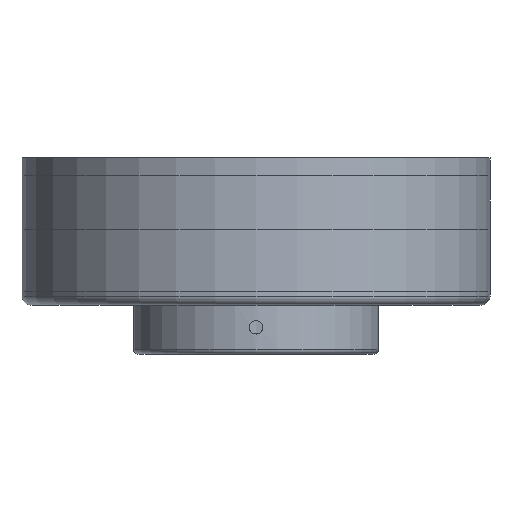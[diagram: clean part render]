
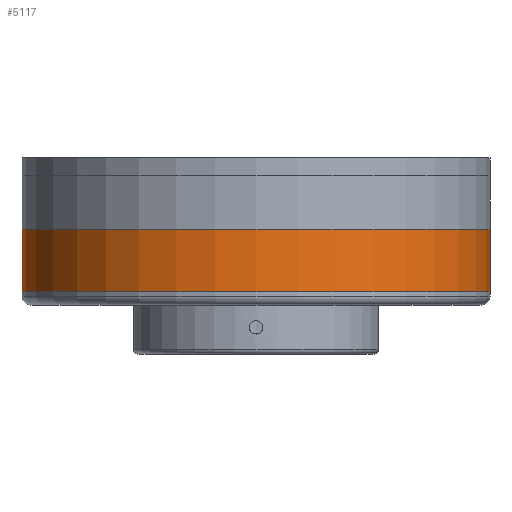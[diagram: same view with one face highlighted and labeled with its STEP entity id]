
A CAD part, front view. The second image highlights one B-rep face of the part: STEP entity #5117.
In plain terms, the highlighted cylindrical face has radius 52.5 mm (diameter 105 mm), a partial arc.
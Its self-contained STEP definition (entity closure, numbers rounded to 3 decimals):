
#4949 = PLANE('',#4950);
#4950 = AXIS2_PLACEMENT_3D('',#4951,#4952,#4953);
#4951 = CARTESIAN_POINT('',(0.,0.,16.));
#4952 = DIRECTION('',(0.,0.,1.));
#4953 = DIRECTION('',(1.,0.,-0.));
#4999 = PLANE('',#5000);
#5000 = AXIS2_PLACEMENT_3D('',#5001,#5002,#5003);
#5001 = CARTESIAN_POINT('',(0.,0.,2.));
#5002 = DIRECTION('',(0.,0.,1.));
#5003 = DIRECTION('',(1.,0.,-0.));
#5015 = VERTEX_POINT('',#5016);
#5016 = CARTESIAN_POINT('',(52.5,0.,2.));
#5017 = VERTEX_POINT('',#5018);
#5018 = CARTESIAN_POINT('',(-52.5,0.,2.));
#5026 = CYLINDRICAL_SURFACE('',#5027,52.5);
#5027 = AXIS2_PLACEMENT_3D('',#5028,#5029,#5030);
#5028 = CARTESIAN_POINT('',(0.,0.,2.));
#5029 = DIRECTION('',(0.,0.,1.));
#5030 = DIRECTION('',(1.,0.,-0.));
#5045 = EDGE_CURVE('',#5017,#5046,#5048,.T.);
#5046 = VERTEX_POINT('',#5047);
#5047 = CARTESIAN_POINT('',(-52.5,0.,16.));
#5048 = SURFACE_CURVE('',#5049,(#5053,#5060),.PCURVE_S1.);
#5049 = LINE('',#5050,#5051);
#5050 = CARTESIAN_POINT('',(-52.5,0.,2.));
#5051 = VECTOR('',#5052,1.);
#5052 = DIRECTION('',(0.,0.,1.));
#5053 = PCURVE('',#5026,#5054);
#5054 = DEFINITIONAL_REPRESENTATION('',(#5055),#5059);
#5055 = LINE('',#5056,#5057);
#5056 = CARTESIAN_POINT('',(3.142,0.));
#5057 = VECTOR('',#5058,1.);
#5058 = DIRECTION('',(0.,1.));
#5059 = ( GEOMETRIC_REPRESENTATION_CONTEXT(2) 
PARAMETRIC_REPRESENTATION_CONTEXT() REPRESENTATION_CONTEXT('2D SPACE',''
  ) );
#5060 = PCURVE('',#5061,#5066);
#5061 = CYLINDRICAL_SURFACE('',#5062,52.5);
#5062 = AXIS2_PLACEMENT_3D('',#5063,#5064,#5065);
#5063 = CARTESIAN_POINT('',(0.,0.,2.));
#5064 = DIRECTION('',(0.,0.,1.));
#5065 = DIRECTION('',(1.,0.,-0.));
#5066 = DEFINITIONAL_REPRESENTATION('',(#5067),#5071);
#5067 = LINE('',#5068,#5069);
#5068 = CARTESIAN_POINT('',(3.142,0.));
#5069 = VECTOR('',#5070,1.);
#5070 = DIRECTION('',(0.,1.));
#5071 = ( GEOMETRIC_REPRESENTATION_CONTEXT(2) 
PARAMETRIC_REPRESENTATION_CONTEXT() REPRESENTATION_CONTEXT('2D SPACE',''
  ) );
#5074 = VERTEX_POINT('',#5075);
#5075 = CARTESIAN_POINT('',(52.5,0.,16.));
#5097 = EDGE_CURVE('',#5015,#5074,#5098,.T.);
#5098 = SURFACE_CURVE('',#5099,(#5103,#5110),.PCURVE_S1.);
#5099 = LINE('',#5100,#5101);
#5100 = CARTESIAN_POINT('',(52.5,0.,2.));
#5101 = VECTOR('',#5102,1.);
#5102 = DIRECTION('',(0.,0.,1.));
#5103 = PCURVE('',#5026,#5104);
#5104 = DEFINITIONAL_REPRESENTATION('',(#5105),#5109);
#5105 = LINE('',#5106,#5107);
#5106 = CARTESIAN_POINT('',(0.,0.));
#5107 = VECTOR('',#5108,1.);
#5108 = DIRECTION('',(0.,1.));
#5109 = ( GEOMETRIC_REPRESENTATION_CONTEXT(2) 
PARAMETRIC_REPRESENTATION_CONTEXT() REPRESENTATION_CONTEXT('2D SPACE',''
  ) );
#5110 = PCURVE('',#5061,#5111);
#5111 = DEFINITIONAL_REPRESENTATION('',(#5112),#5116);
#5112 = LINE('',#5113,#5114);
#5113 = CARTESIAN_POINT('',(6.283,0.));
#5114 = VECTOR('',#5115,1.);
#5115 = DIRECTION('',(0.,1.));
#5116 = ( GEOMETRIC_REPRESENTATION_CONTEXT(2) 
PARAMETRIC_REPRESENTATION_CONTEXT() REPRESENTATION_CONTEXT('2D SPACE',''
  ) );
#5117 = ADVANCED_FACE('',(#5118),#5061,.T.);
#5118 = FACE_BOUND('',#5119,.T.);
#5119 = EDGE_LOOP('',(#5120,#5121,#5143,#5144));
#5120 = ORIENTED_EDGE('',*,*,#5045,.F.);
#5121 = ORIENTED_EDGE('',*,*,#5122,.T.);
#5122 = EDGE_CURVE('',#5017,#5015,#5123,.T.);
#5123 = SURFACE_CURVE('',#5124,(#5129,#5136),.PCURVE_S1.);
#5124 = CIRCLE('',#5125,52.5);
#5125 = AXIS2_PLACEMENT_3D('',#5126,#5127,#5128);
#5126 = CARTESIAN_POINT('',(0.,0.,2.));
#5127 = DIRECTION('',(0.,0.,1.));
#5128 = DIRECTION('',(1.,0.,-0.));
#5129 = PCURVE('',#5061,#5130);
#5130 = DEFINITIONAL_REPRESENTATION('',(#5131),#5135);
#5131 = LINE('',#5132,#5133);
#5132 = CARTESIAN_POINT('',(0.,0.));
#5133 = VECTOR('',#5134,1.);
#5134 = DIRECTION('',(1.,0.));
#5135 = ( GEOMETRIC_REPRESENTATION_CONTEXT(2) 
PARAMETRIC_REPRESENTATION_CONTEXT() REPRESENTATION_CONTEXT('2D SPACE',''
  ) );
#5136 = PCURVE('',#4999,#5137);
#5137 = DEFINITIONAL_REPRESENTATION('',(#5138),#5142);
#5138 = CIRCLE('',#5139,52.5);
#5139 = AXIS2_PLACEMENT_2D('',#5140,#5141);
#5140 = CARTESIAN_POINT('',(0.,0.));
#5141 = DIRECTION('',(1.,0.));
#5142 = ( GEOMETRIC_REPRESENTATION_CONTEXT(2) 
PARAMETRIC_REPRESENTATION_CONTEXT() REPRESENTATION_CONTEXT('2D SPACE',''
  ) );
#5143 = ORIENTED_EDGE('',*,*,#5097,.T.);
#5144 = ORIENTED_EDGE('',*,*,#5145,.F.);
#5145 = EDGE_CURVE('',#5046,#5074,#5146,.T.);
#5146 = SURFACE_CURVE('',#5147,(#5152,#5159),.PCURVE_S1.);
#5147 = CIRCLE('',#5148,52.5);
#5148 = AXIS2_PLACEMENT_3D('',#5149,#5150,#5151);
#5149 = CARTESIAN_POINT('',(0.,0.,16.));
#5150 = DIRECTION('',(0.,0.,1.));
#5151 = DIRECTION('',(1.,0.,-0.));
#5152 = PCURVE('',#5061,#5153);
#5153 = DEFINITIONAL_REPRESENTATION('',(#5154),#5158);
#5154 = LINE('',#5155,#5156);
#5155 = CARTESIAN_POINT('',(0.,14.));
#5156 = VECTOR('',#5157,1.);
#5157 = DIRECTION('',(1.,0.));
#5158 = ( GEOMETRIC_REPRESENTATION_CONTEXT(2) 
PARAMETRIC_REPRESENTATION_CONTEXT() REPRESENTATION_CONTEXT('2D SPACE',''
  ) );
#5159 = PCURVE('',#4949,#5160);
#5160 = DEFINITIONAL_REPRESENTATION('',(#5161),#5165);
#5161 = CIRCLE('',#5162,52.5);
#5162 = AXIS2_PLACEMENT_2D('',#5163,#5164);
#5163 = CARTESIAN_POINT('',(0.,0.));
#5164 = DIRECTION('',(1.,0.));
#5165 = ( GEOMETRIC_REPRESENTATION_CONTEXT(2) 
PARAMETRIC_REPRESENTATION_CONTEXT() REPRESENTATION_CONTEXT('2D SPACE',''
  ) );
